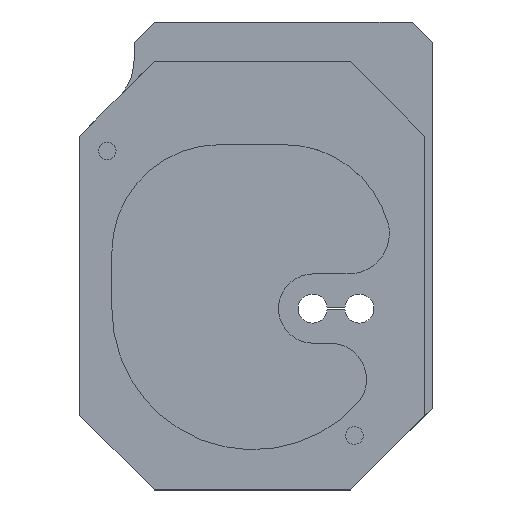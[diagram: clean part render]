
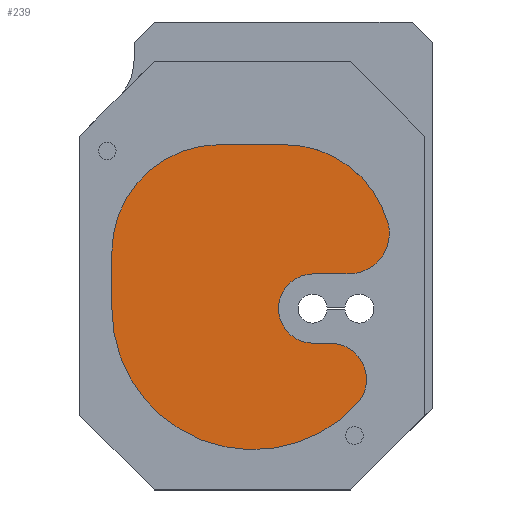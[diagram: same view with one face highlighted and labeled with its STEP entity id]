
A CAD part, top view. The second image highlights one B-rep face of the part: STEP entity #239.
In plain terms, the highlighted planar face has unit normal (0, 0, 1).
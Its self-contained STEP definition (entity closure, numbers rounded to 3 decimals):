
#134=CARTESIAN_POINT('POINT11',(-1.006,2.166,
   -0.025));
#135=VERTEX_POINT('VERTEX11',#134);
#136=CARTESIAN_POINT('POINT12',(-0.52,2.166,
   -0.025));
#137=VERTEX_POINT('VERTEX12',#136);
#138=CARTESIAN_POINT('POS18',(-0.52,2.166,
   -0.025));
#139=DIRECTION('DIR22',(-1.,0.,0.));
#140=VECTOR('VEC14',#139,1.);
#141=LINE('STRAIGHT14',#138,#140);
#142=EDGE_CURVE('EDGE14',#135,#137,#141,.F.);
#143=ORIENTED_EDGE('COEDGE17',*,*,#142,.F.);
#144=CARTESIAN_POINT('POINT13',(-1.806,1.366,
   -0.025));
#145=VERTEX_POINT('VERTEX13',#144);
#146=CARTESIAN_POINT('POS19',(-1.006,1.366,
   -0.025));
#147=DIRECTION('DIR23',(0.,0.,-1.));
#148=DIRECTION('DIR24',(1.,0.,0.));
#149=AXIS2_PLACEMENT_3D('AXIS5',#146,#147,#148);
#150=CIRCLE('ELLIPSE1',#149,0.8);
#151=EDGE_CURVE('EDGE15',#145,#135,#150,.T.);
#152=ORIENTED_EDGE('COEDGE18',*,*,#151,.F.);
#153=CARTESIAN_POINT('POINT14',(-1.806,0.946,
   -0.025));
#154=VERTEX_POINT('VERTEX14',#153);
#155=CARTESIAN_POINT('POS20',(-1.806,0.946,
   -0.025));
#156=DIRECTION('DIR25',(0.,1.,0.));
#157=VECTOR('VEC15',#156,1.);
#158=LINE('STRAIGHT15',#155,#157);
#159=EDGE_CURVE('EDGE16',#154,#145,#158,.T.);
#160=ORIENTED_EDGE('COEDGE19',*,*,#159,.F.);
#161=CARTESIAN_POINT('POINT15',(0.019,
   0.235,-0.025));
#162=VERTEX_POINT('VERTEX15',#161);
#163=CARTESIAN_POINT('POS21',(-0.755,0.946,
   -0.025));
#164=DIRECTION('DIR26',(0.,0.,-1.));
#165=DIRECTION('DIR27',(1.,0.,0.));
#166=AXIS2_PLACEMENT_3D('AXIS6',#163,#164,#165);
#167=CIRCLE('ELLIPSE2',#166,1.051);
#168=EDGE_CURVE('EDGE17',#162,#154,#167,.T.);
#169=ORIENTED_EDGE('COEDGE20',*,*,#168,.F.);
#170=CARTESIAN_POINT('POINT16',(0.09,0.418,
   -0.025));
#171=VERTEX_POINT('VERTEX16',#170);
#172=CARTESIAN_POINT('POS22',(-0.18,0.418,
   -0.025));
#173=DIRECTION('DIR28',(0.,0.,-1.));
#174=DIRECTION('DIR29',(1.,0.,0.));
#175=AXIS2_PLACEMENT_3D('AXIS7',#172,#173,#174);
#176=CIRCLE('ELLIPSE3',#175,0.27);
#177=EDGE_CURVE('EDGE18',#171,#162,#176,.T.);
#178=ORIENTED_EDGE('COEDGE21',*,*,#177,.F.);
#179=CARTESIAN_POINT('POINT17',(-0.18,0.688,
   -0.025));
#180=VERTEX_POINT('VERTEX17',#179);
#181=EDGE_CURVE('EDGE19',#180,#171,#176,.T.);
#182=ORIENTED_EDGE('COEDGE22',*,*,#181,.F.);
#183=CARTESIAN_POINT('POINT18',(-0.307,0.688,
   -0.025));
#184=VERTEX_POINT('VERTEX18',#183);
#185=CARTESIAN_POINT('POS23',(-0.18,0.688,
   -0.025));
#186=DIRECTION('DIR30',(-1.,0.,0.));
#187=VECTOR('VEC16',#186,1.);
#188=LINE('STRAIGHT16',#185,#187);
#189=EDGE_CURVE('EDGE20',#184,#180,#188,.F.);
#190=ORIENTED_EDGE('COEDGE23',*,*,#189,.F.);
#191=CARTESIAN_POINT('POINT19',(-0.565,0.946,
   -0.025));
#192=VERTEX_POINT('VERTEX19',#191);
#193=CARTESIAN_POINT('POS24',(-0.307,0.946,
   -0.025));
#194=DIRECTION('DIR31',(0.,0.,-1.));
#195=DIRECTION('DIR32',(1.,0.,0.));
#196=AXIS2_PLACEMENT_3D('AXIS8',#193,#194,#195);
#197=CIRCLE('ELLIPSE4',#196,0.258);
#198=EDGE_CURVE('EDGE21',#192,#184,#197,.F.);
#199=ORIENTED_EDGE('COEDGE24',*,*,#198,.F.);
#200=CARTESIAN_POINT('POINT20',(-0.307,1.204,
   -0.025));
#201=VERTEX_POINT('VERTEX20',#200);
#202=EDGE_CURVE('EDGE22',#201,#192,#197,.F.);
#203=ORIENTED_EDGE('COEDGE25',*,*,#202,.F.);
#204=CARTESIAN_POINT('POINT21',(-0.039,1.204,
   -0.025));
#205=VERTEX_POINT('VERTEX21',#204);
#206=CARTESIAN_POINT('POS25',(-0.039,1.204,
   -0.025));
#207=DIRECTION('DIR33',(-1.,0.,0.));
#208=VECTOR('VEC17',#207,1.);
#209=LINE('STRAIGHT17',#206,#208);
#210=EDGE_CURVE('EDGE23',#205,#201,#209,.T.);
#211=ORIENTED_EDGE('COEDGE26',*,*,#210,.F.);
#212=CARTESIAN_POINT('POINT22',(0.261,1.504,
   -0.025));
#213=VERTEX_POINT('VERTEX22',#212);
#214=CARTESIAN_POINT('POS26',(-0.039,1.504,
   -0.025));
#215=DIRECTION('DIR34',(0.,0.,-1.));
#216=DIRECTION('DIR35',(1.,0.,0.));
#217=AXIS2_PLACEMENT_3D('AXIS9',#214,#215,#216);
#218=CIRCLE('ELLIPSE5',#217,0.3);
#219=EDGE_CURVE('EDGE24',#213,#205,#218,.T.);
#220=ORIENTED_EDGE('COEDGE27',*,*,#219,.F.);
#221=CARTESIAN_POINT('POINT23',(0.249,
   1.587,-0.025));
#222=VERTEX_POINT('VERTEX23',#221);
#223=EDGE_CURVE('EDGE25',#222,#213,#218,.T.);
#224=ORIENTED_EDGE('COEDGE28',*,*,#223,.F.);
#225=CARTESIAN_POINT('POS27',(-0.52,1.366,
   -0.025));
#226=DIRECTION('DIR36',(0.,0.,-1.));
#227=DIRECTION('DIR37',(1.,0.,0.));
#228=AXIS2_PLACEMENT_3D('AXIS10',#225,#226,#227);
#229=CIRCLE('ELLIPSE6',#228,0.8);
#230=EDGE_CURVE('EDGE26',#137,#222,#229,.T.);
#231=ORIENTED_EDGE('COEDGE29',*,*,#230,.F.);
#232=EDGE_LOOP('NONE',(#143,#152,#160,#169,#178,#182,#190,#199,#203,#211
   ,#220,#224,#231));
#233=FACE_BOUND('LOOP1',#232,.T.);
#234=CARTESIAN_POINT('POS28',(-1.006,1.366,
   -0.025));
#235=DIRECTION('DIR38',(0.,0.,-1.));
#236=DIRECTION('DIR39',(1.,0.,0.));
#237=AXIS2_PLACEMENT_3D('AXIS11',#234,#235,#236);
#238=PLANE('PLANE5',#237);
#239=ADVANCED_FACE('FACE5',(#233),#238,.F.);
